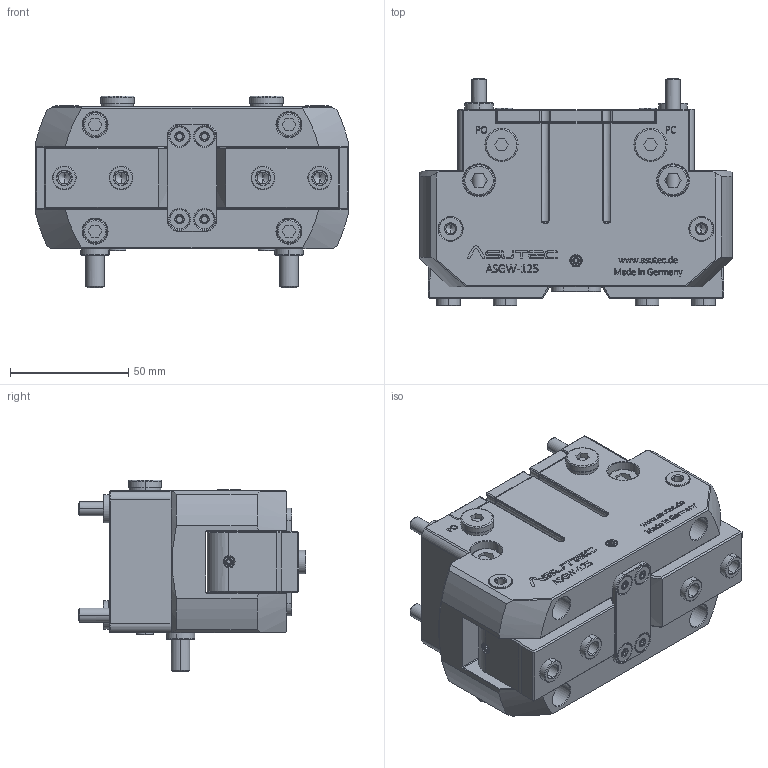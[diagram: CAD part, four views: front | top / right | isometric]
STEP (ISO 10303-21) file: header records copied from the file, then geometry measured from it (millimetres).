
FILE_DESCRIPTION (( 'STEP AP214' ), '1' );
FILE_NAME ('ASUTEC_ASGW-125.STEP', '2021-08-09T07:03:26', ( '' ), ( '' ), 'SwSTEP 2.0', 'SolidWorks 2020', '' );
FILE_SCHEMA (( 'AUTOMOTIVE_DESIGN' ));
Length unit declared in the file: millimetre
Products named in the file (1): ASUTEC_ASGW-125
Bounding box: 132 x 96.25 x 81.1 mm (x, y, z)
Volume: 467102.8 mm3; surface area: 112834 mm2
Topology: 4 solids, 30 shells, 2765 faces, 6842 edges, 4261 vertices
Faces by surface type: cylinder 793, plane 788, cone 624, bspline 446, torus 114
Entity records: 136866 total; most frequent: CARTESIAN_POINT 45054, ORIENTED_EDGE 13572, DIRECTION 11179, EDGE_CURVE 6786, VERTEX_POINT 4261, AXIS2_PLACEMENT_3D 3999, LINE 3181, VECTOR 3181
